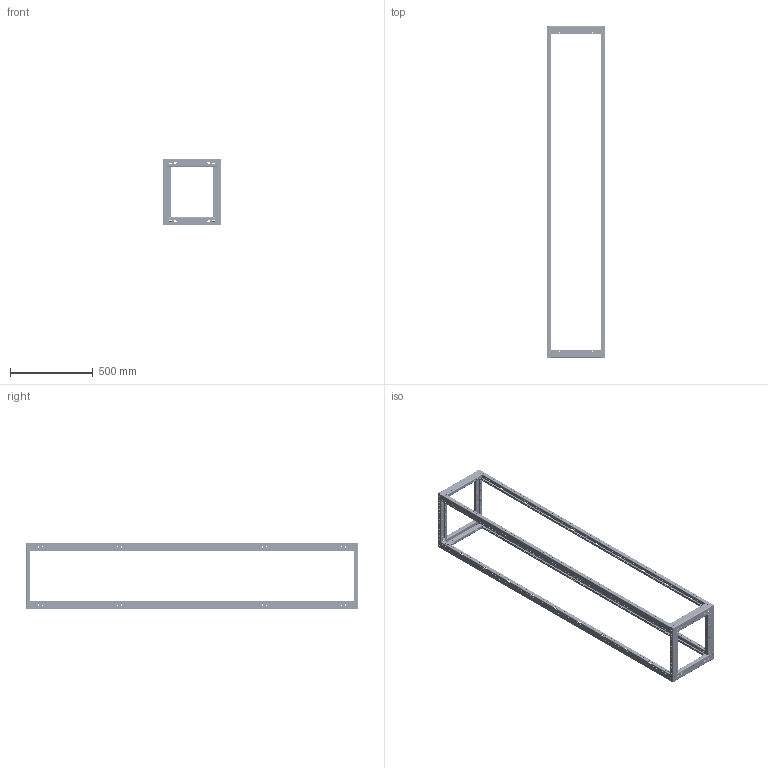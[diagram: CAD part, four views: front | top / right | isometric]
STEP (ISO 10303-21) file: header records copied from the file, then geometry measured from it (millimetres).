
FILE_DESCRIPTION(('STEP AP214'),'1');
FILE_NAME('cctmp_9A5FABE6-412B-4288-8690-8D55D9FBDFEA_2025_01_23_07_45_31_0187..stp','2025-01-23T06:45:36',('SIEMENS A&D'),('CADClick - www.CADClick.com'),'Spatial InterOp 3D',' ','unknown authorization');
FILE_SCHEMA(('AUTOMOTIVE_DESIGN'));
Length unit declared in the file: millimetre
Products named in the file (13): cc_unnamed; 2025_01_23_07_45_31_0063; 2025_01_23_07_45_31_0023; 2025_01_23_07_45_30_0942; 2025_01_23_07_45_30_0899; 2025_01_23_07_45_30_0823; 2025_01_23_07_45_30_0792; 2025_01_23_07_45_30_0717; 2025_01_23_07_45_30_0677; 2025_01_23_07_45_30_0596; 2025_01_23_07_45_30_0556; 2025_01_23_07_45_30_0475; 2025_01_23_07_45_30_0434
Assembly tree (12 placements, depth 2):
  cc_unnamed
    2025_01_23_07_45_31_0063
    2025_01_23_07_45_31_0023
    2025_01_23_07_45_30_0942
    2025_01_23_07_45_30_0899
    2025_01_23_07_45_30_0823
    2025_01_23_07_45_30_0792
    2025_01_23_07_45_30_0717
    2025_01_23_07_45_30_0677
    2025_01_23_07_45_30_0596
    2025_01_23_07_45_30_0556
    2025_01_23_07_45_30_0475
    2025_01_23_07_45_30_0434
Bounding box: 350 x 2000 x 400 mm (x, y, z)
Volume: 3214412.4 mm3; surface area: 2747919.6 mm2
Topology: 84 solids, 84 shells, 5756 faces, 16580 edges, 10968 vertices
Faces by surface type: cylinder 4464, plane 1100, cone 192
Entity records: 249490 total; most frequent: DIRECTION 37078, CARTESIAN_POINT 34541, ORIENTED_EDGE 33160, EDGE_CURVE 16580, AXIS2_PLACEMENT_3D 14801, VERTEX_POINT 10968, EDGE_LOOP 9828, CIRCLE 9032
